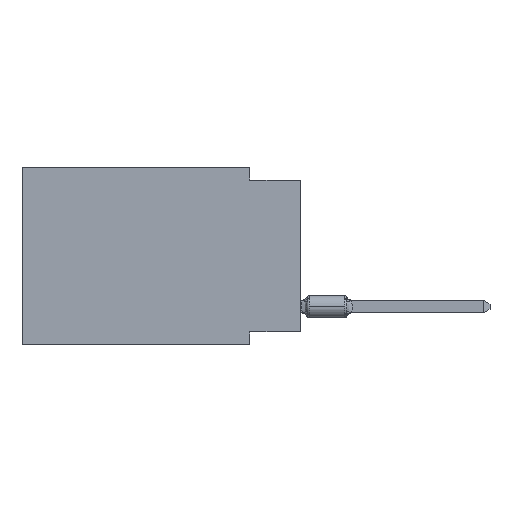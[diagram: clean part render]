
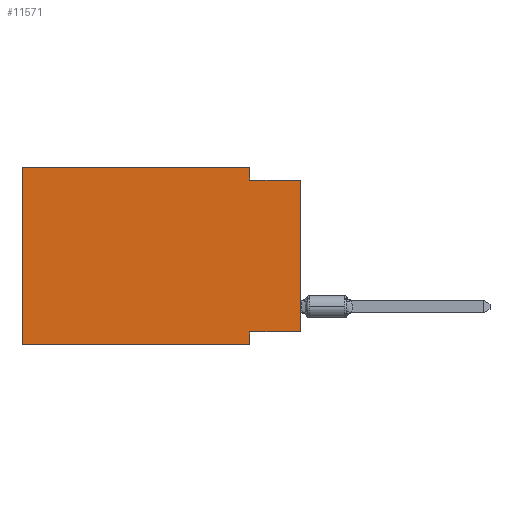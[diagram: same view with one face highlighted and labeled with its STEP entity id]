
A CAD part, left-side view. The second image highlights one B-rep face of the part: STEP entity #11571.
In plain terms, the highlighted planar face has unit normal (-1, 0, 0).
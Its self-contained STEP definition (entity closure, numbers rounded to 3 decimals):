
#78 = VERTEX_POINT ( 'NONE', #16216 ) ;
#413 = ORIENTED_EDGE ( 'NONE', *, *, #4579, .F. ) ;
#418 = EDGE_CURVE ( 'NONE', #1685, #17547, #6131, .T. ) ;
#516 = LINE ( 'NONE', #14328, #17476 ) ;
#540 = VERTEX_POINT ( 'NONE', #7129 ) ;
#563 = DIRECTION ( 'NONE',  ( 0., 1., 0. ) ) ;
#750 = LINE ( 'NONE', #10801, #3221 ) ;
#774 = CARTESIAN_POINT ( 'NONE',  ( 0., 13.97, 0. ) ) ;
#1565 = CARTESIAN_POINT ( 'NONE',  ( 0., 0., -0.635 ) ) ;
#1633 = VERTEX_POINT ( 'NONE', #6993 ) ;
#1685 = VERTEX_POINT ( 'NONE', #15474 ) ;
#2258 = DIRECTION ( 'NONE',  ( 0., 0., -1. ) ) ;
#2884 = DIRECTION ( 'NONE',  ( 1., 0., 0. ) ) ;
#2925 = LINE ( 'NONE', #1565, #12009 ) ;
#3026 = CARTESIAN_POINT ( 'NONE',  ( 0., 2.54, 0. ) ) ;
#3071 = DIRECTION ( 'NONE',  ( 0., 0., 1. ) ) ;
#3200 = ORIENTED_EDGE ( 'NONE', *, *, #418, .T. ) ;
#3221 = VECTOR ( 'NONE', #7702, 1000. ) ;
#3564 = EDGE_CURVE ( 'NONE', #3718, #540, #750, .T. ) ;
#3718 = VERTEX_POINT ( 'NONE', #15345 ) ;
#3912 = VECTOR ( 'NONE', #563, 1000. ) ;
#4579 = EDGE_CURVE ( 'NONE', #14215, #11166, #10705, .T. ) ;
#5196 = EDGE_LOOP ( 'NONE', ( #9578, #7125, #15691, #413, #10638, #3200, #11516, #13224 ) ) ;
#5908 = DIRECTION ( 'NONE',  ( 0., 0., -1. ) ) ;
#6131 = LINE ( 'NONE', #17564, #10915 ) ;
#6311 = DIRECTION ( 'NONE',  ( 0., -1., 0. ) ) ;
#6993 = CARTESIAN_POINT ( 'NONE',  ( 0., 2.54, -0.635 ) ) ;
#7096 = PLANE ( 'NONE',  #12394 ) ;
#7125 = ORIENTED_EDGE ( 'NONE', *, *, #17190, .F. ) ;
#7129 = CARTESIAN_POINT ( 'NONE',  ( 0., 0., -0.635 ) ) ;
#7433 = EDGE_CURVE ( 'NONE', #11166, #1633, #516, .T. ) ;
#7702 = DIRECTION ( 'NONE',  ( 0., 0., 1. ) ) ;
#7976 = CARTESIAN_POINT ( 'NONE',  ( 0., 13.97, 0. ) ) ;
#8739 = CARTESIAN_POINT ( 'NONE',  ( 0., 13.97, 0. ) ) ;
#9004 = EDGE_CURVE ( 'NONE', #1685, #14215, #15674, .T. ) ;
#9578 = ORIENTED_EDGE ( 'NONE', *, *, #3564, .T. ) ;
#9625 = VECTOR ( 'NONE', #15169, 1000. ) ;
#10059 = DIRECTION ( 'NONE',  ( 0., -1., 0. ) ) ;
#10166 = EDGE_CURVE ( 'NONE', #3718, #78, #11799, .T. ) ;
#10638 = ORIENTED_EDGE ( 'NONE', *, *, #9004, .F. ) ;
#10705 = LINE ( 'NONE', #7976, #9625 ) ;
#10801 = CARTESIAN_POINT ( 'NONE',  ( 0., 0., 0. ) ) ;
#10915 = VECTOR ( 'NONE', #6311, 1000. ) ;
#11166 = VERTEX_POINT ( 'NONE', #3026 ) ;
#11210 = VECTOR ( 'NONE', #2258, 1000. ) ;
#11448 = CARTESIAN_POINT ( 'NONE',  ( 0., 0., -8.255 ) ) ;
#11516 = ORIENTED_EDGE ( 'NONE', *, *, #14485, .F. ) ;
#11571 = ADVANCED_FACE ( 'NONE', ( #16962 ), #7096, .F. ) ;
#11799 = LINE ( 'NONE', #11448, #3912 ) ;
#12009 = VECTOR ( 'NONE', #10059, 1000. ) ;
#12394 = AXIS2_PLACEMENT_3D ( 'NONE', #8739, #2884, #14139 ) ;
#13224 = ORIENTED_EDGE ( 'NONE', *, *, #10166, .F. ) ;
#14139 = DIRECTION ( 'NONE',  ( 0., 0., -1. ) ) ;
#14215 = VERTEX_POINT ( 'NONE', #17070 ) ;
#14328 = CARTESIAN_POINT ( 'NONE',  ( 0., 2.54, 0. ) ) ;
#14485 = EDGE_CURVE ( 'NONE', #78, #17547, #15059, .T. ) ;
#14879 = CARTESIAN_POINT ( 'NONE',  ( 0., 2.54, -8.89 ) ) ;
#15059 = LINE ( 'NONE', #14879, #11210 ) ;
#15169 = DIRECTION ( 'NONE',  ( 0., -1., 0. ) ) ;
#15345 = CARTESIAN_POINT ( 'NONE',  ( 0., 0., -8.255 ) ) ;
#15474 = CARTESIAN_POINT ( 'NONE',  ( 0., 13.97, -8.89 ) ) ;
#15674 = LINE ( 'NONE', #774, #17122 ) ;
#15691 = ORIENTED_EDGE ( 'NONE', *, *, #7433, .F. ) ;
#16216 = CARTESIAN_POINT ( 'NONE',  ( 0., 2.54, -8.255 ) ) ;
#16962 = FACE_OUTER_BOUND ( 'NONE', #5196, .T. ) ;
#17070 = CARTESIAN_POINT ( 'NONE',  ( 0., 13.97, 0. ) ) ;
#17122 = VECTOR ( 'NONE', #3071, 1000. ) ;
#17190 = EDGE_CURVE ( 'NONE', #1633, #540, #2925, .T. ) ;
#17476 = VECTOR ( 'NONE', #5908, 1000. ) ;
#17547 = VERTEX_POINT ( 'NONE', #17796 ) ;
#17564 = CARTESIAN_POINT ( 'NONE',  ( 0., 13.97, -8.89 ) ) ;
#17796 = CARTESIAN_POINT ( 'NONE',  ( 0., 2.54, -8.89 ) ) ;
